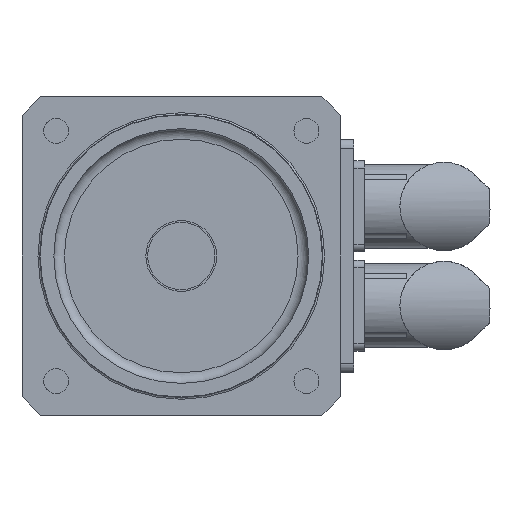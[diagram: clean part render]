
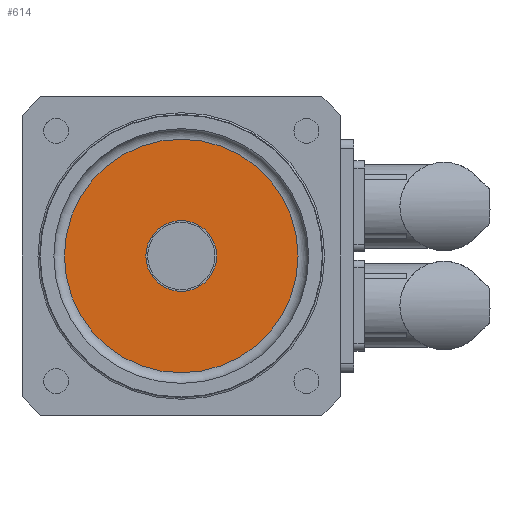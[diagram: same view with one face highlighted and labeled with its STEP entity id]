
A CAD part, front view. The second image highlights one B-rep face of the part: STEP entity #614.
In plain terms, the highlighted planar face has unit normal (0, -1, 0).
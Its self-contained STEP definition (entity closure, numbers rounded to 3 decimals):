
#308=FACE_BOUND('',#1169,.T.);
#398=CIRCLE('',#4646,10.);
#399=CIRCLE('',#4647,33.);
#614=ADVANCED_FACE('',(#308,#919),#855,.F.);
#855=PLANE('',#4648);
#919=FACE_OUTER_BOUND('',#1170,.T.);
#1169=EDGE_LOOP('',(#1728));
#1170=EDGE_LOOP('',(#1729));
#1728=ORIENTED_EDGE('',*,*,#3486,.F.);
#1729=ORIENTED_EDGE('',*,*,#3487,.T.);
#3010=VERTEX_POINT('',#6616);
#3011=VERTEX_POINT('',#6618);
#3486=EDGE_CURVE('',#3010,#3010,#398,.T.);
#3487=EDGE_CURVE('',#3011,#3011,#399,.T.);
#4646=AXIS2_PLACEMENT_3D('',#6615,#5280,#5281);
#4647=AXIS2_PLACEMENT_3D('',#6617,#5282,#5283);
#4648=AXIS2_PLACEMENT_3D('',#6619,#5284,#5285);
#5280=DIRECTION('',(0.,-1.,0.));
#5281=DIRECTION('',(0.,0.,-1.));
#5282=DIRECTION('',(0.,-1.,0.));
#5283=DIRECTION('',(0.,0.,1.));
#5284=DIRECTION('',(0.,1.,0.));
#5285=DIRECTION('',(0.,0.,1.));
#6615=CARTESIAN_POINT('',(10.,0.5,10.));
#6616=CARTESIAN_POINT('',(10.,0.5,0.));
#6617=CARTESIAN_POINT('',(10.,0.5,10.));
#6618=CARTESIAN_POINT('',(10.,0.5,43.));
#6619=CARTESIAN_POINT('',(10.,0.5,10.));
